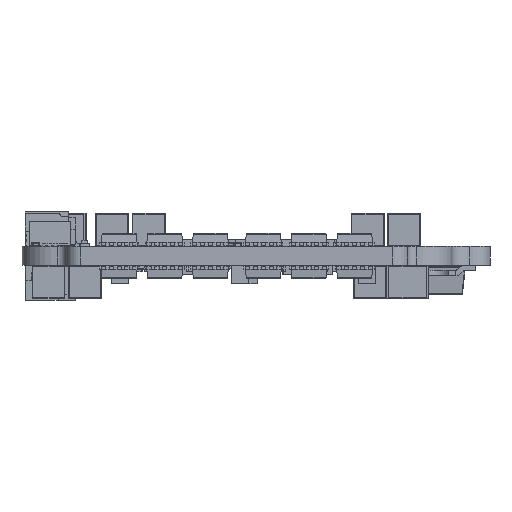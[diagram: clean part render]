
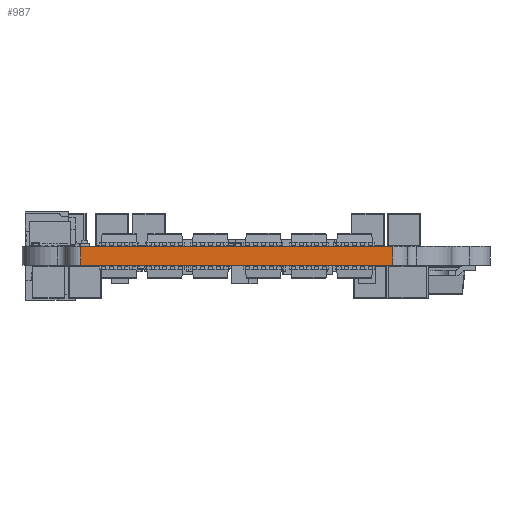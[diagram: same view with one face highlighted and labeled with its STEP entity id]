
A CAD part, left-side view. The second image highlights one B-rep face of the part: STEP entity #987.
In plain terms, the highlighted planar face has unit normal (-1, 0, 0).
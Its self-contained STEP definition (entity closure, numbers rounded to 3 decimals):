
#958 = EDGE_CURVE('',#959,#961,#963,.T.);
#959 = VERTEX_POINT('',#960);
#960 = CARTESIAN_POINT('',(-21.5,-13.25,0.));
#961 = VERTEX_POINT('',#962);
#962 = CARTESIAN_POINT('',(-21.5,-13.25,1.611));
#963 = LINE('',#964,#965);
#964 = CARTESIAN_POINT('',(-21.5,-13.25,0.));
#965 = VECTOR('',#966,1.);
#966 = DIRECTION('',(0.,0.,1.));
#987 = ADVANCED_FACE('',(#988),#1013,.F.);
#988 = FACE_BOUND('',#989,.F.);
#989 = EDGE_LOOP('',(#990,#1000,#1006,#1007));
#990 = ORIENTED_EDGE('',*,*,#991,.T.);
#991 = EDGE_CURVE('',#992,#994,#996,.T.);
#992 = VERTEX_POINT('',#993);
#993 = CARTESIAN_POINT('',(-21.5,13.25,0.));
#994 = VERTEX_POINT('',#995);
#995 = CARTESIAN_POINT('',(-21.5,13.25,1.611));
#996 = LINE('',#997,#998);
#997 = CARTESIAN_POINT('',(-21.5,13.25,0.));
#998 = VECTOR('',#999,1.);
#999 = DIRECTION('',(0.,0.,1.));
#1000 = ORIENTED_EDGE('',*,*,#1001,.T.);
#1001 = EDGE_CURVE('',#994,#961,#1002,.T.);
#1002 = LINE('',#1003,#1004);
#1003 = CARTESIAN_POINT('',(-21.5,13.25,1.611));
#1004 = VECTOR('',#1005,1.);
#1005 = DIRECTION('',(0.,-1.,0.));
#1006 = ORIENTED_EDGE('',*,*,#958,.F.);
#1007 = ORIENTED_EDGE('',*,*,#1008,.F.);
#1008 = EDGE_CURVE('',#992,#959,#1009,.T.);
#1009 = LINE('',#1010,#1011);
#1010 = CARTESIAN_POINT('',(-21.5,13.25,0.));
#1011 = VECTOR('',#1012,1.);
#1012 = DIRECTION('',(0.,-1.,0.));
#1013 = PLANE('',#1014);
#1014 = AXIS2_PLACEMENT_3D('',#1015,#1016,#1017);
#1015 = CARTESIAN_POINT('',(-21.5,13.25,0.));
#1016 = DIRECTION('',(1.,0.,-0.));
#1017 = DIRECTION('',(0.,-1.,0.));
